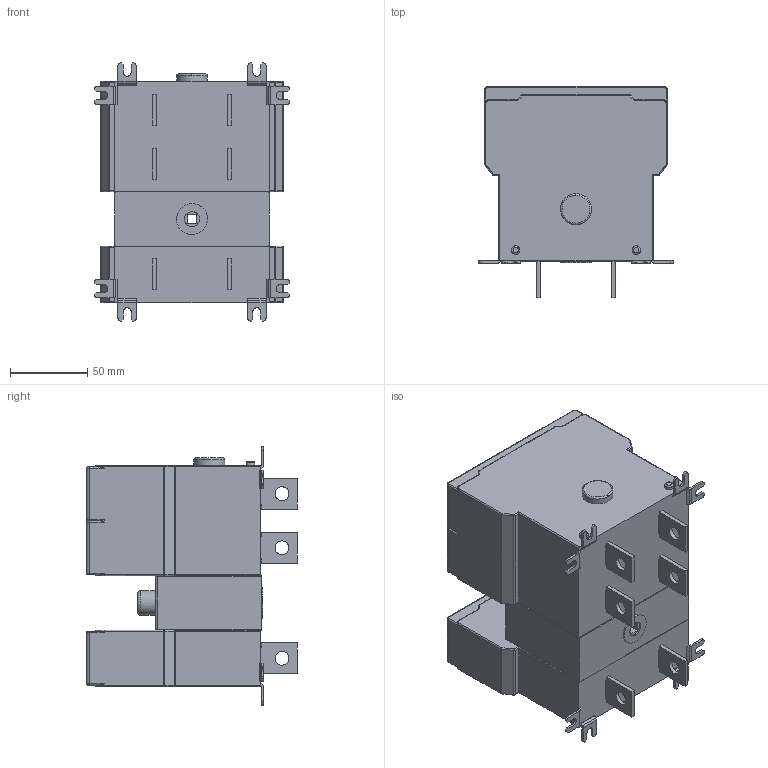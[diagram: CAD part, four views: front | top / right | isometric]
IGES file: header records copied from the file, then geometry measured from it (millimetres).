
Global section: file name: OS160GB12BB_Palikka.igs; preprocessor: I-DEAS 3D IGES Translator 11; date: 20101109.131605; units: millimetre
Bounding box: 126.02 x 136.51 x 167.01 mm (x, y, z)
Volume: 1567799.8 mm3; surface area: 108987.6 mm2
Topology: 1 solids, 1 shells, 430 faces, 1152 edges, 764 vertices
Faces by surface type: bspline 430
